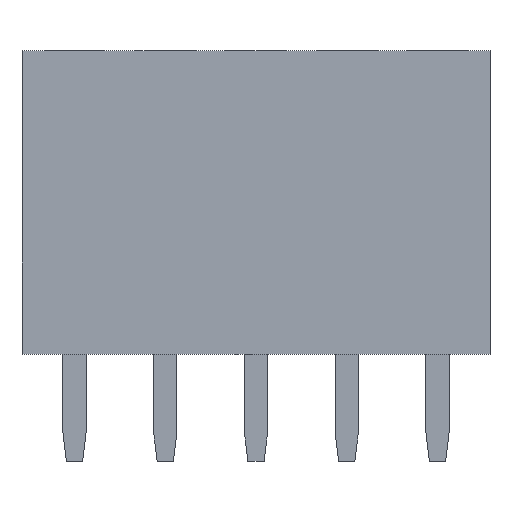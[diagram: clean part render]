
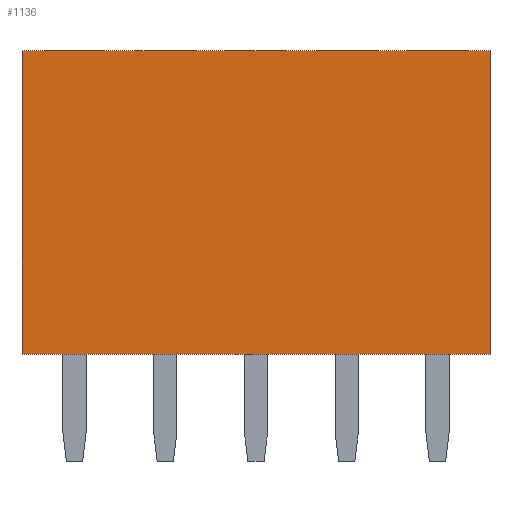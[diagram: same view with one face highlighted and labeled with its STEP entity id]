
A CAD part, top view. The second image highlights one B-rep face of the part: STEP entity #1136.
In plain terms, the highlighted planar face has unit normal (0, 0, 1).
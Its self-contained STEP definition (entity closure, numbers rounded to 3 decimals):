
#1136=ADVANCED_FACE('',(#2073),#2074,.T.);
#2073=FACE_OUTER_BOUND('',#4269,.T.);
#2074=PLANE('',#4270);
#4269=EDGE_LOOP('',(#6035,#6036,#6037,#6038));
#4270=AXIS2_PLACEMENT_3D('',#6039,#6040,#6041);
#6035=ORIENTED_EDGE('',*,*,#9481,.F.);
#6036=ORIENTED_EDGE('',*,*,#9657,.T.);
#6037=ORIENTED_EDGE('',*,*,#9650,.T.);
#6038=ORIENTED_EDGE('',*,*,#9658,.F.);
#6039=CARTESIAN_POINT('',(-1.27,0.0,1.25));
#6040=DIRECTION('',(0.0,0.0,1.0));
#6041=DIRECTION('',(1.0,0.0,0.0));
#9481=EDGE_CURVE('',#11691,#11693,#11694,.T.);
#9650=EDGE_CURVE('',#11969,#11970,#11971,.T.);
#9657=EDGE_CURVE('',#11691,#11969,#11982,.T.);
#9658=EDGE_CURVE('',#11693,#11970,#11983,.T.);
#11691=VERTEX_POINT('',#13847);
#11693=VERTEX_POINT('',#13850);
#11694=LINE('',#13851,#13852);
#11969=VERTEX_POINT('',#14295);
#11970=VERTEX_POINT('',#14296);
#11971=LINE('',#14297,#14298);
#11982=LINE('',#14315,#14316);
#11983=LINE('',#14317,#14318);
#13847=CARTESIAN_POINT('',(-11.63,0.0,1.25));
#13850=CARTESIAN_POINT('',(1.47,0.0,1.25));
#13851=CARTESIAN_POINT('',(-11.63,0.0,1.25));
#13852=VECTOR('',#16139,13.1);
#14295=CARTESIAN_POINT('',(-11.63,-8.5,1.25));
#14296=CARTESIAN_POINT('',(1.47,-8.5,1.25));
#14297=CARTESIAN_POINT('',(-11.63,-8.5,1.25));
#14298=VECTOR('',#16308,13.1);
#14315=CARTESIAN_POINT('',(-11.63,0.0,1.25));
#14316=VECTOR('',#16315,8.5);
#14317=CARTESIAN_POINT('',(1.47,0.0,1.25));
#14318=VECTOR('',#16316,8.5);
#16139=DIRECTION('',(1.0,0.0,0.0));
#16308=DIRECTION('',(1.0,0.0,0.0));
#16315=DIRECTION('',(0.0,-1.0,0.0));
#16316=DIRECTION('',(0.0,-1.0,0.0));
